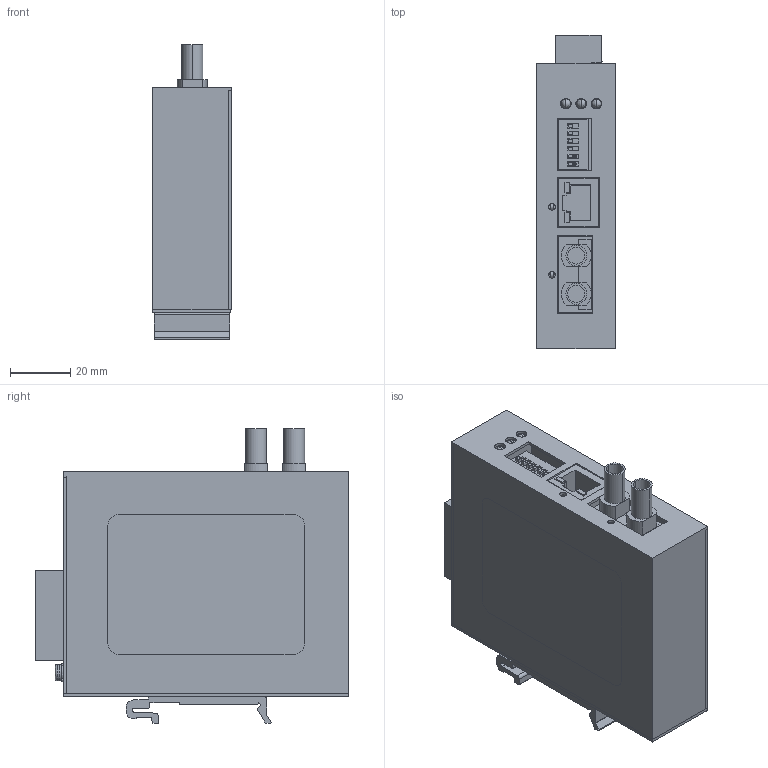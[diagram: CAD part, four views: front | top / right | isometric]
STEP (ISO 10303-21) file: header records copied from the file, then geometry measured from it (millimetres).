
FILE_DESCRIPTION (( 'STEP AP214' ), '1' );
FILE_NAME ('SE3-MC2U-T1-T.STEP', '2024-05-16T14:59:32', ( '' ), ( '' ), 'SwSTEP 2.0', 'SolidWorks 2023', '' );
FILE_SCHEMA (( 'AUTOMOTIVE_DESIGN' ));
Length unit declared in the file: inch
Products named in the file (1): SE3-MC2U-T1-T
Bounding box: 26 x 104.5 x 98.24 mm (x, y, z)
Volume: 44814.4 mm3; surface area: 69499.2 mm2
Topology: 22 solids, 26 shells, 1695 faces, 4322 edges, 2769 vertices
Faces by surface type: plane 1104, cylinder 400, bspline 118, cone 65, torus 8
Full cylindrical faces by diameter (mm): 2 x7, 2.2 x2, 2.4 x6, 2.8 x5, 2.9 x1, 3 x6, 3.5 x3, 4 x19
Entity records: 54239 total; most frequent: CARTESIAN_POINT 13786, ORIENTED_EDGE 8394, DIRECTION 7967, EDGE_CURVE 4197, LINE 3069, VECTOR 3069, VERTEX_POINT 2746, AXIS2_PLACEMENT_3D 2449
